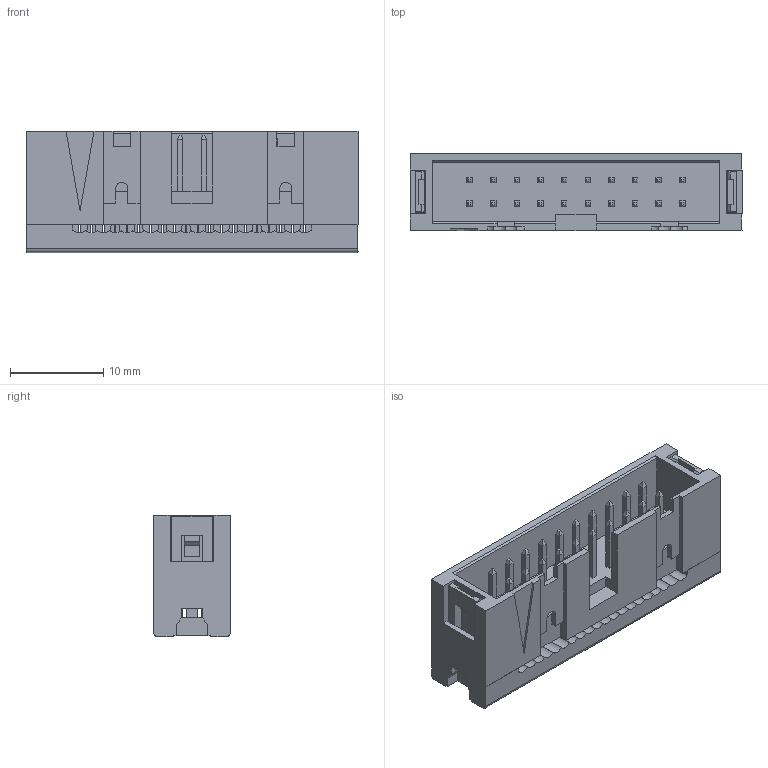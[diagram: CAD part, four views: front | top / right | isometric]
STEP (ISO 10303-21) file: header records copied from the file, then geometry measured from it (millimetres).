
FILE_DESCRIPTION( ('This file contains a STEP AP42 implementation' ,'as created by ZW3D STEP Interface translator.') ,'2;1' );
FILE_NAME( '3810-XXXXNGN01.stp' ,'231218. 84050', (''), ('ZWCAD Software Co.'), 'Version 1.0', 'ZW3D to STEP translator', '' );
FILE_SCHEMA(('AUTOMOTIVE_DESIGN { 1 0 10303 214 1 1 1 1 }'));
Length unit declared in the file: millimetre
Products named in the file (1): 0
Bounding box: 35.65 x 8.3 x 13 mm (x, y, z)
Volume: 2165.6 mm3; surface area: 3681.6 mm2
Topology: 1 solids, 1 shells, 1040 faces, 2820 edges, 1808 vertices
Faces by surface type: plane 896, cylinder 144
Entity records: 33328 total; most frequent: CARTESIAN_POINT 5933, ORIENTED_EDGE 5640, DIRECTION 5162, EDGE_CURVE 2820, VECTOR 2384, LINE 2384, VERTEX_POINT 1808, AXIS2_PLACEMENT_3D 1389
